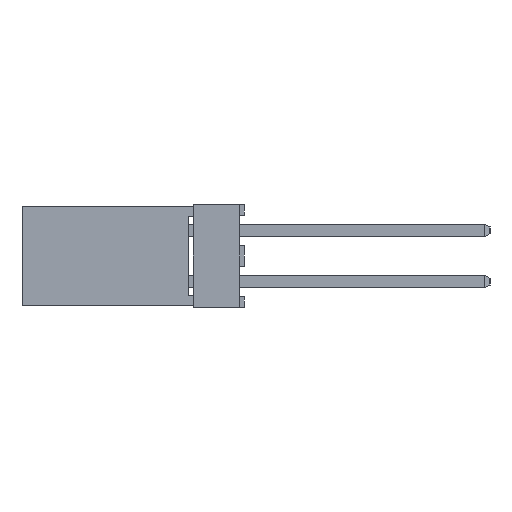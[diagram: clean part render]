
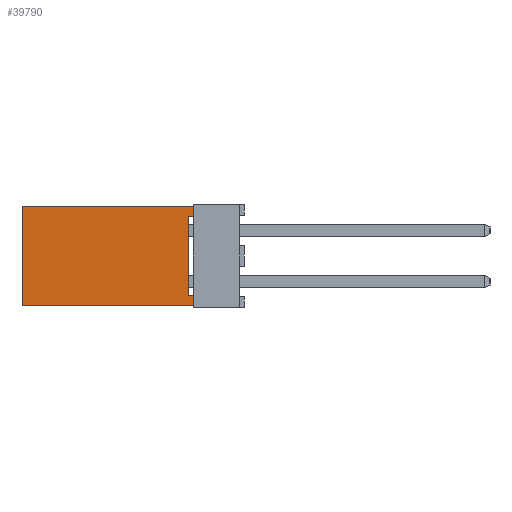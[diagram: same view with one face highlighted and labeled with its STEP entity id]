
A CAD part, left-side view. The second image highlights one B-rep face of the part: STEP entity #39790.
In plain terms, the highlighted planar face has unit normal (-1, 0, 0).
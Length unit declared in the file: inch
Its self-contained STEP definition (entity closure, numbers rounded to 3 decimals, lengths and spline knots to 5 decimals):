
#851=ORIENTED_EDGE('',*,*,#12221,.T.);
#852=ORIENTED_EDGE('',*,*,#11869,.T.);
#853=ORIENTED_EDGE('',*,*,#12063,.F.);
#854=ORIENTED_EDGE('',*,*,#12303,.F.);
#855=ORIENTED_EDGE('',*,*,#12057,.T.);
#856=ORIENTED_EDGE('',*,*,#11976,.T.);
#857=ORIENTED_EDGE('',*,*,#12302,.T.);
#858=ORIENTED_EDGE('',*,*,#12304,.T.);
#11869=EDGE_CURVE('',#17650,#17649,#21433,.T.);
#11976=EDGE_CURVE('',#17757,#17756,#21540,.T.);
#12057=EDGE_CURVE('',#17811,#17757,#21621,.T.);
#12063=EDGE_CURVE('',#17815,#17649,#21627,.T.);
#12221=EDGE_CURVE('',#17920,#17650,#21785,.T.);
#12302=EDGE_CURVE('',#17756,#17974,#21866,.T.);
#12303=EDGE_CURVE('',#17811,#17815,#21867,.T.);
#12304=EDGE_CURVE('',#17974,#17920,#21868,.T.);
#17649=VERTEX_POINT('',#54820);
#17650=VERTEX_POINT('',#54822);
#17756=VERTEX_POINT('',#55061);
#17757=VERTEX_POINT('',#55063);
#17811=VERTEX_POINT('',#55199);
#17815=VERTEX_POINT('',#55209);
#17920=VERTEX_POINT('',#55498);
#17974=VERTEX_POINT('',#55661);
#21433=LINE('',#54821,#27109);
#21540=LINE('',#55062,#27216);
#21621=LINE('',#55198,#27297);
#21627=LINE('',#55210,#27303);
#21785=LINE('',#55500,#27461);
#21866=LINE('',#55662,#27542);
#21867=LINE('',#55664,#27543);
#21868=LINE('',#55665,#27544);
#27109=VECTOR('',#44422,39.37008);
#27216=VECTOR('',#44583,39.37008);
#27297=VECTOR('',#44666,39.37008);
#27303=VECTOR('',#44674,39.37008);
#27461=VECTOR('',#44886,39.37008);
#27542=VECTOR('',#45021,39.37008);
#27543=VECTOR('',#45024,39.37008);
#27544=VECTOR('',#45025,39.37008);
#32789=EDGE_LOOP('',(#851,#852,#853,#854,#855,#856,#857,#858));
#35209=FACE_BOUND('',#32789,.T.);
#37629=PLANE('',#42049);
#39790=ADVANCED_FACE('',(#35209),#37629,.F.);
#42049=AXIS2_PLACEMENT_3D('',#55663,#45022,#45023);
#44422=DIRECTION('',(0.,0.,1.));
#44583=DIRECTION('',(0.,0.,1.));
#44666=DIRECTION('',(0.,-1.,0.));
#44674=DIRECTION('',(0.,-1.,0.));
#44886=DIRECTION('',(0.,-1.,0.));
#45021=DIRECTION('',(0.,1.,0.));
#45022=DIRECTION('',(1.,0.,0.));
#45023=DIRECTION('',(0.,0.,-1.));
#45024=DIRECTION('',(0.,0.,1.));
#45025=DIRECTION('',(0.,0.,1.));
#54820=CARTESIAN_POINT('',(0.,0.,0.0975));
#54821=CARTESIAN_POINT('',(0.,0.,-0.0975));
#54822=CARTESIAN_POINT('',(0.,0.,0.0775));
#55061=CARTESIAN_POINT('',(0.,0.,-0.0775));
#55062=CARTESIAN_POINT('',(0.,0.,-0.0975));
#55063=CARTESIAN_POINT('',(0.,0.,-0.0975));
#55198=CARTESIAN_POINT('',(0.,0.335,-0.0975));
#55199=CARTESIAN_POINT('',(0.,0.335,-0.0975));
#55209=CARTESIAN_POINT('',(0.,0.335,0.0975));
#55210=CARTESIAN_POINT('',(0.,0.335,0.0975));
#55498=CARTESIAN_POINT('',(0.,0.01,0.0775));
#55500=CARTESIAN_POINT('',(0.,0.01,0.0775));
#55661=CARTESIAN_POINT('',(0.,0.01,-0.0775));
#55662=CARTESIAN_POINT('',(0.,0.,-0.0775));
#55663=CARTESIAN_POINT('',(0.,0.335,-0.0975));
#55664=CARTESIAN_POINT('',(0.,0.335,-0.0975));
#55665=CARTESIAN_POINT('',(0.,0.01,-0.0775));
